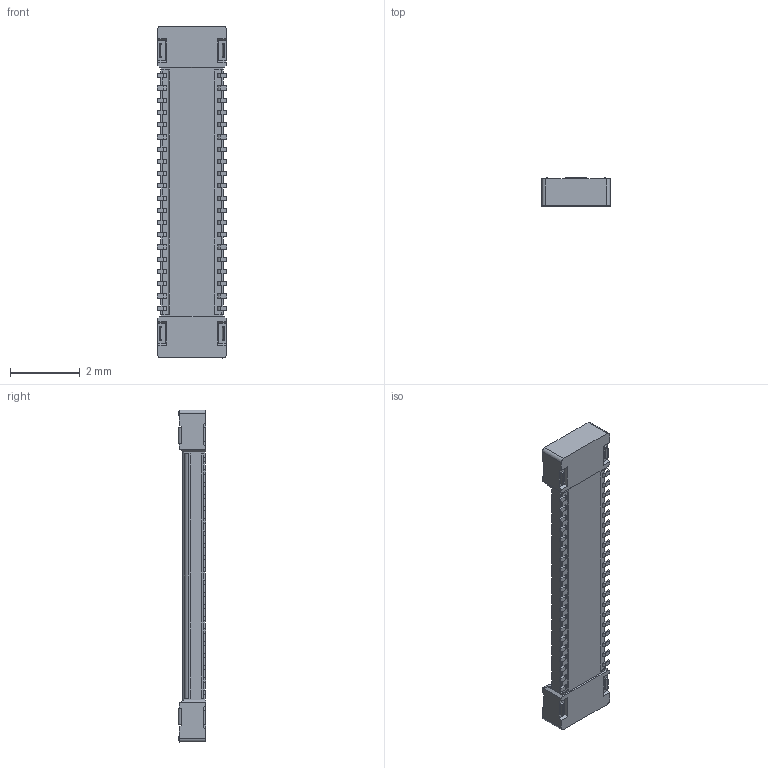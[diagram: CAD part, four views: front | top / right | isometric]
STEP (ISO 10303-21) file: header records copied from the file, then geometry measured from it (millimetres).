
FILE_DESCRIPTION(('Creo Elements/Direct Modeling STEP Export'),'2;1');
FILE_NAME('STEP_BM23PF0.8-40DS-0.35V.stp','2017-01-06T10:27:30',(''),(''),'Creo Elements/Direct Modeling STEP processor for AP214 (Solid Model)','Creo Elements/Direct Modeling 17.0C 05-Feb-2011 (C) Parametric Technology GmbH','');
FILE_SCHEMA(('AUTOMOTIVE_DESIGN { 1 0 10303 214 1 1 1 1 }'));
Length unit declared in the file: millimetre
Products named in the file (2): BM23PF0_8-40DS-0_35V
Assembly tree (1 placements, depth 2):
  BM23PF0_8-40DS-0_35V
    BM23PF0_8-40DS-0_35V
Bounding box: 1.98 x 0.8 x 9.5 mm (x, y, z)
Volume: 8.2 mm3; surface area: 72.1 mm2
Topology: 1 solids, 1 shells, 1262 faces, 4013 edges, 2738 vertices
Faces by surface type: plane 927, cylinder 251, cone 84
Entity records: 54898 total; most frequent: CARTESIAN_POINT 8603, ORIENTED_EDGE 8026, DIRECTION 7038, EDGE_CURVE 4013, VECTOR 3288, LINE 3288, VERTEX_POINT 2738, AXIS2_PLACEMENT_3D 1875
